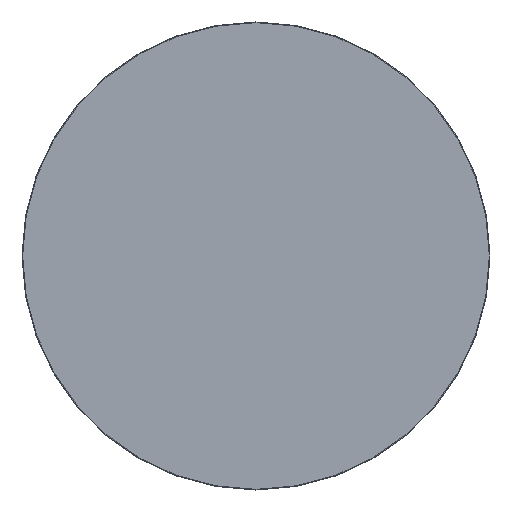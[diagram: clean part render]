
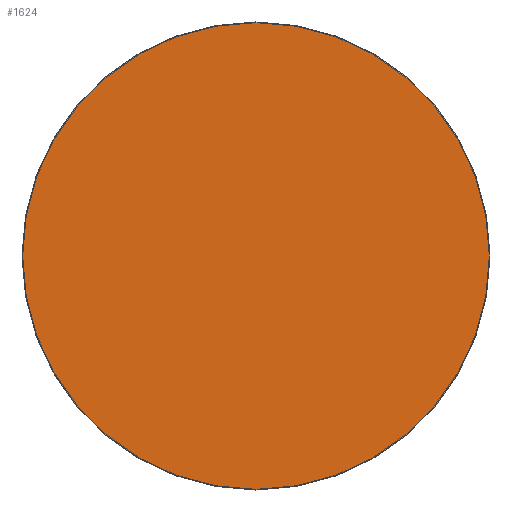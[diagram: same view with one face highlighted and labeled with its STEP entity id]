
A CAD part, front view. The second image highlights one B-rep face of the part: STEP entity #1624.
In plain terms, the highlighted planar face has unit normal (0, -1, 0).
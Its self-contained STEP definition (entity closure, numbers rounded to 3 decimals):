
#73=PLANE('',#1799);
#426=FACE_OUTER_BOUND('',#545,.T.);
#545=EDGE_LOOP('',(#1299));
#661=CIRCLE('',#1800,79.514);
#811=VERTEX_POINT('',#6930);
#989=EDGE_CURVE('',#811,#811,#661,.T.);
#1299=ORIENTED_EDGE('',*,*,#989,.T.);
#1624=ADVANCED_FACE('',(#426),#73,.T.);
#1799=AXIS2_PLACEMENT_3D('',#6929,#2110,#2111);
#1800=AXIS2_PLACEMENT_3D('',#6931,#2112,#2113);
#2110=DIRECTION('center_axis',(0.,-1.,0.));
#2111=DIRECTION('ref_axis',(0.,0.,-1.));
#2112=DIRECTION('center_axis',(0.,-1.,0.));
#2113=DIRECTION('ref_axis',(1.,0.,0.));
#6929=CARTESIAN_POINT('Origin',(212.911,14.862,156.135));
#6930=CARTESIAN_POINT('',(158.414,14.862,235.65));
#6931=CARTESIAN_POINT('Origin',(158.414,14.862,156.135));
